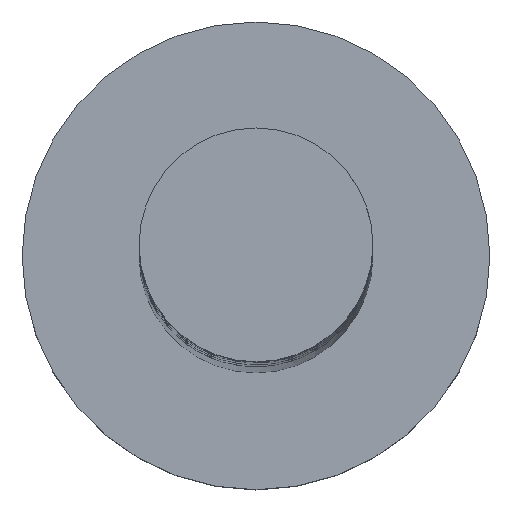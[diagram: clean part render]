
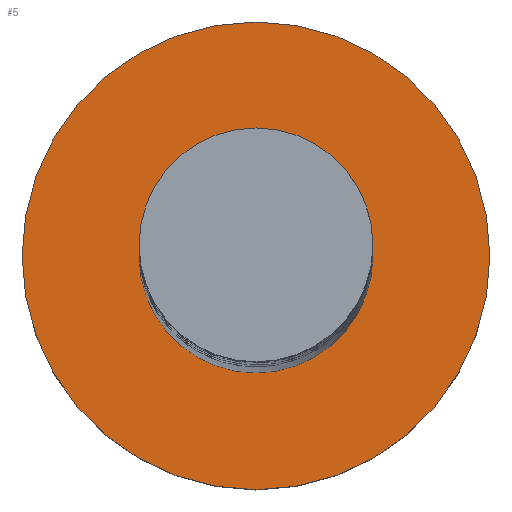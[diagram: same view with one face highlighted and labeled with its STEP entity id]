
A CAD part, top view. The second image highlights one B-rep face of the part: STEP entity #5.
In plain terms, the highlighted planar face has unit normal (0, 0, 1).
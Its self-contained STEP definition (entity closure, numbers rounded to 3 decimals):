
#5 = ADVANCED_FACE ( 'NONE', ( #420, #784 ), #931, .T. ) ;
#196 = DIRECTION ( 'NONE',  ( 1., 0., 0. ) ) ;
#267 = DIRECTION ( 'NONE',  ( 0., 0., 1. ) ) ;
#272 = CIRCLE ( 'NONE', #1315, 5. ) ;
#286 = EDGE_LOOP ( 'NONE', ( #545, #815 ) ) ;
#299 = CIRCLE ( 'NONE', #1240, 2.5 ) ;
#305 = CARTESIAN_POINT ( 'NONE',  ( 0., 0., 3. ) ) ;
#311 = CARTESIAN_POINT ( 'NONE',  ( 0., 0., 3. ) ) ;
#316 = CARTESIAN_POINT ( 'NONE',  ( -2.5, 0., 3. ) ) ;
#374 = CIRCLE ( 'NONE', #1445, 5. ) ;
#420 = FACE_BOUND ( 'NONE', #816, .T. ) ;
#428 = DIRECTION ( 'NONE',  ( 1., 0., 0. ) ) ;
#475 = VERTEX_POINT ( 'NONE', #316 ) ;
#545 = ORIENTED_EDGE ( 'NONE', *, *, #764, .T. ) ;
#546 = CARTESIAN_POINT ( 'NONE',  ( -5., 0., 3. ) ) ;
#606 = DIRECTION ( 'NONE',  ( 0., 0., 1. ) ) ;
#640 = ORIENTED_EDGE ( 'NONE', *, *, #1500, .F. ) ;
#764 = EDGE_CURVE ( 'NONE', #1063, #1417, #374, .T. ) ;
#772 = ORIENTED_EDGE ( 'NONE', *, *, #974, .F. ) ;
#781 = CIRCLE ( 'NONE', #1424, 2.5 ) ;
#784 = FACE_OUTER_BOUND ( 'NONE', #286, .T. ) ;
#815 = ORIENTED_EDGE ( 'NONE', *, *, #1128, .T. ) ;
#816 = EDGE_LOOP ( 'NONE', ( #772, #640 ) ) ;
#818 = DIRECTION ( 'NONE',  ( 0., 0., 1. ) ) ;
#931 = PLANE ( 'NONE',  #1111 ) ;
#974 = EDGE_CURVE ( 'NONE', #475, #1139, #781, .T. ) ;
#991 = DIRECTION ( 'NONE',  ( 1., 0., 0. ) ) ;
#1011 = CARTESIAN_POINT ( 'NONE',  ( 0., 0., 3. ) ) ;
#1038 = DIRECTION ( 'NONE',  ( 0., 0., 1. ) ) ;
#1063 = VERTEX_POINT ( 'NONE', #546 ) ;
#1107 = DIRECTION ( 'NONE',  ( 1., 0., 0. ) ) ;
#1111 = AXIS2_PLACEMENT_3D ( 'NONE', #305, #1038, #196 ) ;
#1128 = EDGE_CURVE ( 'NONE', #1417, #1063, #272, .T. ) ;
#1139 = VERTEX_POINT ( 'NONE', #1252 ) ;
#1223 = CARTESIAN_POINT ( 'NONE',  ( 0., 0., 3. ) ) ;
#1231 = CARTESIAN_POINT ( 'NONE',  ( 5., 0., 3. ) ) ;
#1240 = AXIS2_PLACEMENT_3D ( 'NONE', #1011, #606, #991 ) ;
#1252 = CARTESIAN_POINT ( 'NONE',  ( 2.5, 0., 3. ) ) ;
#1307 = DIRECTION ( 'NONE',  ( 1., 0., 0. ) ) ;
#1315 = AXIS2_PLACEMENT_3D ( 'NONE', #311, #1523, #428 ) ;
#1414 = CARTESIAN_POINT ( 'NONE',  ( 0., 0., 3. ) ) ;
#1417 = VERTEX_POINT ( 'NONE', #1231 ) ;
#1424 = AXIS2_PLACEMENT_3D ( 'NONE', #1414, #818, #1307 ) ;
#1445 = AXIS2_PLACEMENT_3D ( 'NONE', #1223, #267, #1107 ) ;
#1500 = EDGE_CURVE ( 'NONE', #1139, #475, #299, .T. ) ;
#1523 = DIRECTION ( 'NONE',  ( 0., 0., 1. ) ) ;
